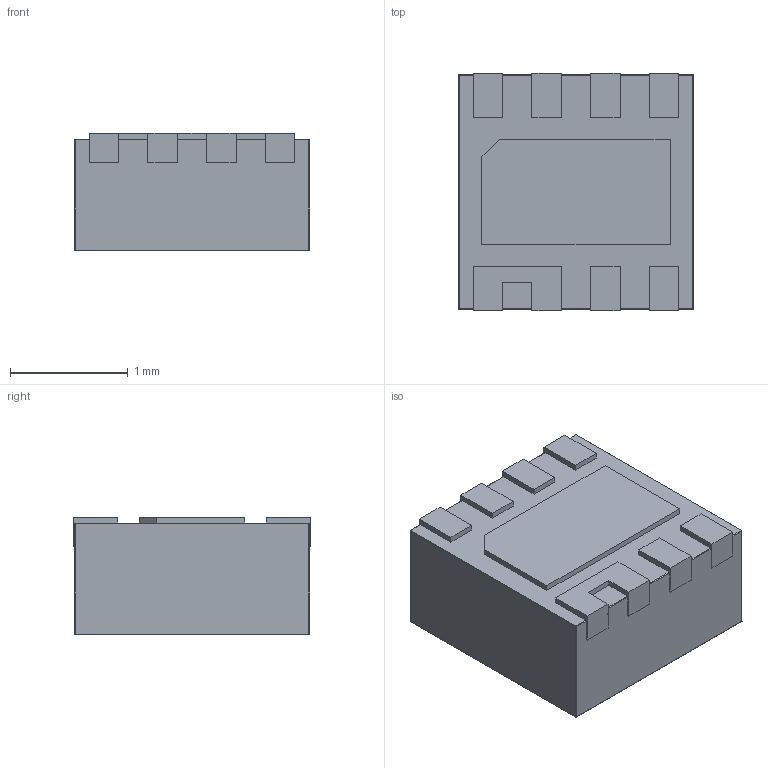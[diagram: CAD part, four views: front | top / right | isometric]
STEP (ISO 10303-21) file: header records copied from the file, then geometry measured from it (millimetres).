
FILE_DESCRIPTION (( 'STEP AP214' ), '1' );
FILE_NAME ('1DA0D8BD-C2A1-4D23-AFBA-29067676576D.STEP', '2025-10-02T19:05:51', ( '' ), ( '' ), 'SwSTEP 2.0', 'SolidWorks 2022', '' );
FILE_SCHEMA (( 'AUTOMOTIVE_DESIGN' ));
Length unit declared in the file: millimetre
Products named in the file (1): 1DA0D8BD-C2A1-4D23-AFBA-29067676576D
Bounding box: 2 x 2.02 x 1 mm (x, y, z)
Surface area: 16.5 mm2 (no closed solid volume)
Topology: 0 solids, 1 shells, 154 faces, 407 edges, 260 vertices
Faces by surface type: plane 109, cylinder 25, bspline 20
Entity records: 6022 total; most frequent: CARTESIAN_POINT 1336, ORIENTED_EDGE 800, DIRECTION 681, EDGE_CURVE 401, LINE 319, VECTOR 319, VERTEX_POINT 260, AXIS2_PLACEMENT_3D 181
